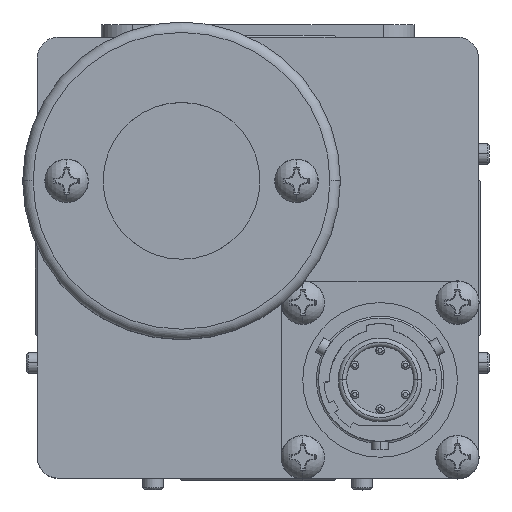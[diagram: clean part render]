
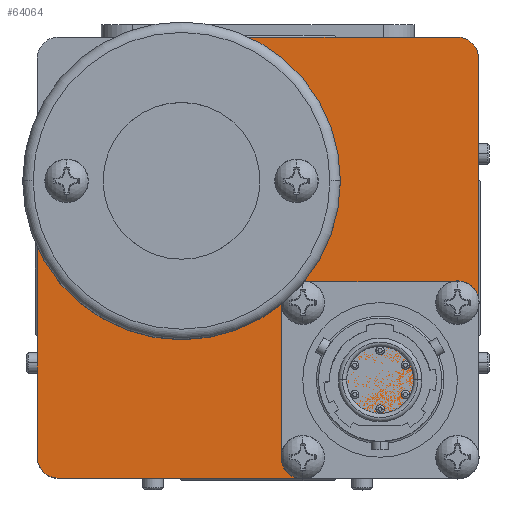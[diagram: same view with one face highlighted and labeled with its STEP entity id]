
A CAD part, top view. The second image highlights one B-rep face of the part: STEP entity #64064.
In plain terms, the highlighted planar face has unit normal (0, 0, 1).
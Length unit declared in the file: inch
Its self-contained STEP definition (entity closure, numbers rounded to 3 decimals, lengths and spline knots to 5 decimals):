
#18 = DIRECTION ( 'NONE',  ( 0., 1., 0. ) ) ;
#1541 = FACE_BOUND ( 'NONE', #52511, .T. ) ;
#1724 = DIRECTION ( 'NONE',  ( 0., 0., -1. ) ) ;
#1851 = ORIENTED_EDGE ( 'NONE', *, *, #41349, .F. ) ;
#2982 = DIRECTION ( 'NONE',  ( 0., 0., 1. ) ) ;
#4180 = CARTESIAN_POINT ( 'NONE',  ( 0.16525, -0.955, 1.045 ) ) ;
#5112 = AXIS2_PLACEMENT_3D ( 'NONE', #67901, #13700, #59999 ) ;
#5118 = VERTEX_POINT ( 'NONE', #24542 ) ;
#5710 = VERTEX_POINT ( 'NONE', #75981 ) ;
#5900 = CARTESIAN_POINT ( 'NONE',  ( 0.955, 0.955, 1.045 ) ) ;
#7362 = CARTESIAN_POINT ( 'NONE',  ( -1.055, -0.955, 1.045 ) ) ;
#8171 = DIRECTION ( 'NONE',  ( -1., 0., 0. ) ) ;
#9964 = CIRCLE ( 'NONE', #73127, 0.04975 ) ;
#10244 = VECTOR ( 'NONE', #48350, 39.37008 ) ;
#11187 = ORIENTED_EDGE ( 'NONE', *, *, #69393, .T. ) ;
#11685 = EDGE_CURVE ( 'NONE', #30684, #5118, #67869, .T. ) ;
#12617 = CIRCLE ( 'NONE', #65681, 0.04975 ) ;
#12681 = VERTEX_POINT ( 'NONE', #50289 ) ;
#13285 = CARTESIAN_POINT ( 'NONE',  ( -1.055, -1.055, 1.045 ) ) ;
#13498 = CARTESIAN_POINT ( 'NONE',  ( 0.215, -0.955, 1.045 ) ) ;
#13700 = DIRECTION ( 'NONE',  ( 0., 0., -1. ) ) ;
#14443 = CARTESIAN_POINT ( 'NONE',  ( -0.955, -0.955, 1.045 ) ) ;
#14769 = CARTESIAN_POINT ( 'NONE',  ( -0.365, 0.365, 1.045 ) ) ;
#15527 = EDGE_CURVE ( 'NONE', #5710, #32691, #77320, .T. ) ;
#18147 = ORIENTED_EDGE ( 'NONE', *, *, #49801, .T. ) ;
#20779 = EDGE_CURVE ( 'NONE', #12681, #32119, #54296, .T. ) ;
#21796 = VERTEX_POINT ( 'NONE', #62631 ) ;
#22179 = CARTESIAN_POINT ( 'NONE',  ( 0.215, -0.955, 1.045 ) ) ;
#23162 = DIRECTION ( 'NONE',  ( -1., 0., 0. ) ) ;
#24245 = CARTESIAN_POINT ( 'NONE',  ( -1.055, -1.055, 1.045 ) ) ;
#24542 = CARTESIAN_POINT ( 'NONE',  ( 0.955, -1.055, 1.045 ) ) ;
#25224 = DIRECTION ( 'NONE',  ( 0., 0., 1. ) ) ;
#25601 = PLANE ( 'NONE',  #5112 ) ;
#25760 = ORIENTED_EDGE ( 'NONE', *, *, #15527, .T. ) ;
#26181 = EDGE_CURVE ( 'NONE', #65194, #5710, #57651, .T. ) ;
#27047 = DIRECTION ( 'NONE',  ( 1., 0., 0. ) ) ;
#27362 = CARTESIAN_POINT ( 'NONE',  ( 1.055, -0.955, 1.045 ) ) ;
#27901 = CIRCLE ( 'NONE', #44225, 0.69 ) ;
#28115 = ORIENTED_EDGE ( 'NONE', *, *, #40675, .T. ) ;
#28971 = CARTESIAN_POINT ( 'NONE',  ( -0.955, -1.055, 1.045 ) ) ;
#29997 = CARTESIAN_POINT ( 'NONE',  ( 1.055, -1.055, 1.045 ) ) ;
#30684 = VERTEX_POINT ( 'NONE', #28971 ) ;
#31644 = CIRCLE ( 'NONE', #36661, 0.69 ) ;
#31986 = CARTESIAN_POINT ( 'NONE',  ( 0.325, 0.365, 1.045 ) ) ;
#32021 = ORIENTED_EDGE ( 'NONE', *, *, #45977, .F. ) ;
#32119 = VERTEX_POINT ( 'NONE', #7362 ) ;
#32691 = VERTEX_POINT ( 'NONE', #62292 ) ;
#33441 = CIRCLE ( 'NONE', #72568, 0.1 ) ;
#34670 = VERTEX_POINT ( 'NONE', #27362 ) ;
#35146 = ORIENTED_EDGE ( 'NONE', *, *, #11685, .T. ) ;
#36661 = AXIS2_PLACEMENT_3D ( 'NONE', #46804, #53906, #78004 ) ;
#37381 = DIRECTION ( 'NONE',  ( 1., 0., 0. ) ) ;
#40247 = ORIENTED_EDGE ( 'NONE', *, *, #52829, .T. ) ;
#40354 = ORIENTED_EDGE ( 'NONE', *, *, #20779, .T. ) ;
#40463 = EDGE_LOOP ( 'NONE', ( #32021, #40354, #18147, #35146, #11187, #57108, #62360, #25760, #1851 ) ) ;
#40675 = EDGE_CURVE ( 'NONE', #21796, #41354, #9964, .T. ) ;
#41112 = DIRECTION ( 'NONE',  ( -1., 0., 0. ) ) ;
#41349 = EDGE_CURVE ( 'NONE', #51467, #32691, #31644, .T. ) ;
#41354 = VERTEX_POINT ( 'NONE', #4180 ) ;
#43725 = FACE_OUTER_BOUND ( 'NONE', #40463, .T. ) ;
#44225 = AXIS2_PLACEMENT_3D ( 'NONE', #14769, #2982, #27047 ) ;
#45977 = EDGE_CURVE ( 'NONE', #12681, #51467, #27901, .T. ) ;
#46593 = DIRECTION ( 'NONE',  ( 0., 0., 1. ) ) ;
#46804 = CARTESIAN_POINT ( 'NONE',  ( -0.365, 0.365, 1.045 ) ) ;
#47537 = VECTOR ( 'NONE', #37381, 39.37008 ) ;
#47702 = CIRCLE ( 'NONE', #55360, 0.1 ) ;
#48350 = DIRECTION ( 'NONE',  ( 0., -1., 0. ) ) ;
#49801 = EDGE_CURVE ( 'NONE', #32119, #30684, #47702, .T. ) ;
#50289 = CARTESIAN_POINT ( 'NONE',  ( -1.055, 0.365, 1.045 ) ) ;
#51467 = VERTEX_POINT ( 'NONE', #31986 ) ;
#52511 = EDGE_LOOP ( 'NONE', ( #28115, #40247 ) ) ;
#52829 = EDGE_CURVE ( 'NONE', #41354, #21796, #12617, .T. ) ;
#53906 = DIRECTION ( 'NONE',  ( 0., 0., 1. ) ) ;
#54296 = LINE ( 'NONE', #24245, #10244 ) ;
#55360 = AXIS2_PLACEMENT_3D ( 'NONE', #14443, #56360, #8171 ) ;
#56360 = DIRECTION ( 'NONE',  ( 0., 0., 1. ) ) ;
#57108 = ORIENTED_EDGE ( 'NONE', *, *, #76612, .T. ) ;
#57651 = CIRCLE ( 'NONE', #67810, 0.1 ) ;
#58929 = DIRECTION ( 'NONE',  ( 0., 0., -1. ) ) ;
#59999 = DIRECTION ( 'NONE',  ( -1., 0., 0. ) ) ;
#62292 = CARTESIAN_POINT ( 'NONE',  ( -0.365, 1.055, 1.045 ) ) ;
#62360 = ORIENTED_EDGE ( 'NONE', *, *, #26181, .T. ) ;
#62631 = CARTESIAN_POINT ( 'NONE',  ( 0.26475, -0.955, 1.045 ) ) ;
#63691 = DIRECTION ( 'NONE',  ( -1., 0., 0. ) ) ;
#63902 = CARTESIAN_POINT ( 'NONE',  ( 1.055, 0.955, 1.045 ) ) ;
#64064 = ADVANCED_FACE ( 'NONE', ( #1541, #43725 ), #25601, .F. ) ;
#64467 = VECTOR ( 'NONE', #23162, 39.37008 ) ;
#64725 = CARTESIAN_POINT ( 'NONE',  ( -1.055, 1.055, 1.045 ) ) ;
#65194 = VERTEX_POINT ( 'NONE', #63902 ) ;
#65681 = AXIS2_PLACEMENT_3D ( 'NONE', #13498, #1724, #72821 ) ;
#66796 = LINE ( 'NONE', #29997, #76051 ) ;
#67810 = AXIS2_PLACEMENT_3D ( 'NONE', #5900, #25224, #73465 ) ;
#67869 = LINE ( 'NONE', #13285, #47537 ) ;
#67901 = CARTESIAN_POINT ( 'NONE',  ( 0., 0., 1.045 ) ) ;
#69393 = EDGE_CURVE ( 'NONE', #5118, #34670, #33441, .T. ) ;
#72568 = AXIS2_PLACEMENT_3D ( 'NONE', #77041, #46593, #63691 ) ;
#72821 = DIRECTION ( 'NONE',  ( -1., 0., 0. ) ) ;
#73127 = AXIS2_PLACEMENT_3D ( 'NONE', #22179, #58929, #41112 ) ;
#73465 = DIRECTION ( 'NONE',  ( -1., 0., 0. ) ) ;
#75981 = CARTESIAN_POINT ( 'NONE',  ( 0.955, 1.055, 1.045 ) ) ;
#76051 = VECTOR ( 'NONE', #18, 39.37008 ) ;
#76612 = EDGE_CURVE ( 'NONE', #34670, #65194, #66796, .T. ) ;
#77041 = CARTESIAN_POINT ( 'NONE',  ( 0.955, -0.955, 1.045 ) ) ;
#77320 = LINE ( 'NONE', #64725, #64467 ) ;
#78004 = DIRECTION ( 'NONE',  ( 1., 0., 0. ) ) ;
